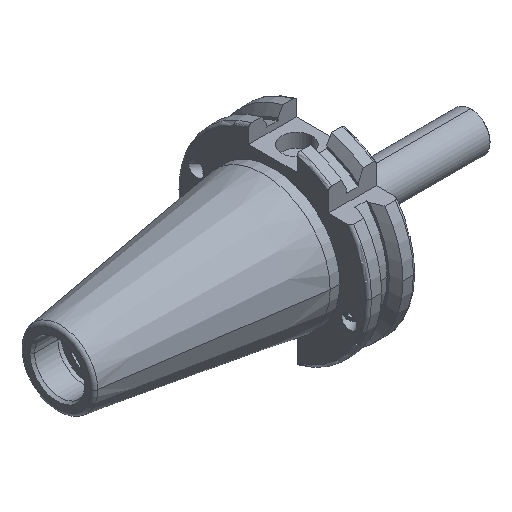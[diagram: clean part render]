
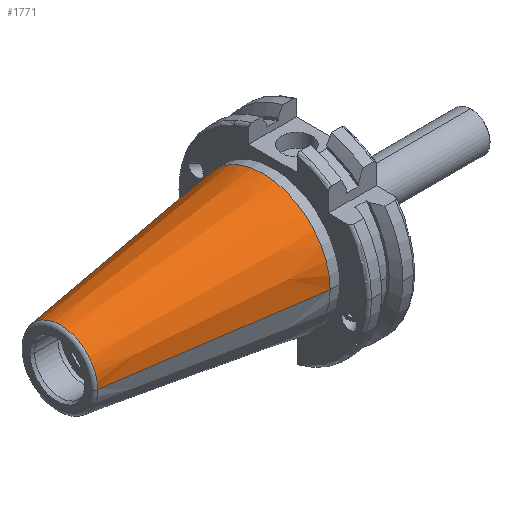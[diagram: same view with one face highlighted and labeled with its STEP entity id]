
A CAD part, isometric view. The second image highlights one B-rep face of the part: STEP entity #1771.
In plain terms, the highlighted conical face has half-angle 8.297 degrees and reference radius 22.225 mm.
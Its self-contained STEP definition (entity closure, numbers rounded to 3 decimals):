
#29 = DIRECTION ( 'NONE',  ( -1., 0., 0. ) ) ;
#32 = CIRCLE ( 'NONE', #3302, 22.225 ) ;
#201 = DIRECTION ( 'NONE',  ( -1., 0., 0. ) ) ;
#385 = DIRECTION ( 'NONE',  ( 1., 0., 0. ) ) ;
#526 = DIRECTION ( 'NONE',  ( 0.99, 0.144, 0. ) ) ;
#811 = EDGE_CURVE ( 'NONE', #2052, #3464, #3979, .T. ) ;
#951 = EDGE_LOOP ( 'NONE', ( #2910, #3278, #5421, #5546 ) ) ;
#1771 = ADVANCED_FACE ( 'NONE', ( #4466 ), #1913, .T. ) ;
#1913 = CONICAL_SURFACE ( 'NONE', #2100, 22.225, 0.145 ) ;
#2035 = CARTESIAN_POINT ( 'NONE',  ( 0., -22.225, 0. ) ) ;
#2052 = VERTEX_POINT ( 'NONE', #5575 ) ;
#2095 = EDGE_CURVE ( 'NONE', #4862, #3126, #32, .T. ) ;
#2100 = AXIS2_PLACEMENT_3D ( 'NONE', #3492, #385, #5403 ) ;
#2191 = VECTOR ( 'NONE', #526, 1000. ) ;
#2324 = EDGE_CURVE ( 'NONE', #3464, #3126, #3158, .T. ) ;
#2725 = VECTOR ( 'NONE', #4712, 1000. ) ;
#2737 = DIRECTION ( 'NONE',  ( 0., -1., 0. ) ) ;
#2869 = CARTESIAN_POINT ( 'NONE',  ( -67.373, 12.4, 0. ) ) ;
#2910 = ORIENTED_EDGE ( 'NONE', *, *, #811, .F. ) ;
#3126 = VERTEX_POINT ( 'NONE', #5147 ) ;
#3158 = LINE ( 'NONE', #3688, #2191 ) ;
#3278 = ORIENTED_EDGE ( 'NONE', *, *, #4635, .T. ) ;
#3302 = AXIS2_PLACEMENT_3D ( 'NONE', #3431, #201, #3869 ) ;
#3431 = CARTESIAN_POINT ( 'NONE',  ( 0., 0., 0. ) ) ;
#3464 = VERTEX_POINT ( 'NONE', #2869 ) ;
#3492 = CARTESIAN_POINT ( 'NONE',  ( 0., 0., 0. ) ) ;
#3655 = CARTESIAN_POINT ( 'NONE',  ( 0., -22.225, 0. ) ) ;
#3688 = CARTESIAN_POINT ( 'NONE',  ( 0., 22.225, 0. ) ) ;
#3722 = LINE ( 'NONE', #2035, #2725 ) ;
#3869 = DIRECTION ( 'NONE',  ( 0., -1., 0. ) ) ;
#3979 = CIRCLE ( 'NONE', #4713, 12.4 ) ;
#4466 = FACE_OUTER_BOUND ( 'NONE', #951, .T. ) ;
#4635 = EDGE_CURVE ( 'NONE', #2052, #4862, #3722, .T. ) ;
#4712 = DIRECTION ( 'NONE',  ( 0.99, -0.144, 0. ) ) ;
#4713 = AXIS2_PLACEMENT_3D ( 'NONE', #5519, #29, #2737 ) ;
#4862 = VERTEX_POINT ( 'NONE', #3655 ) ;
#5147 = CARTESIAN_POINT ( 'NONE',  ( 0., 22.225, 0. ) ) ;
#5403 = DIRECTION ( 'NONE',  ( 0., 1., 0. ) ) ;
#5421 = ORIENTED_EDGE ( 'NONE', *, *, #2095, .T. ) ;
#5519 = CARTESIAN_POINT ( 'NONE',  ( -67.373, 0., 0. ) ) ;
#5546 = ORIENTED_EDGE ( 'NONE', *, *, #2324, .F. ) ;
#5575 = CARTESIAN_POINT ( 'NONE',  ( -67.373, -12.4, 0. ) ) ;
